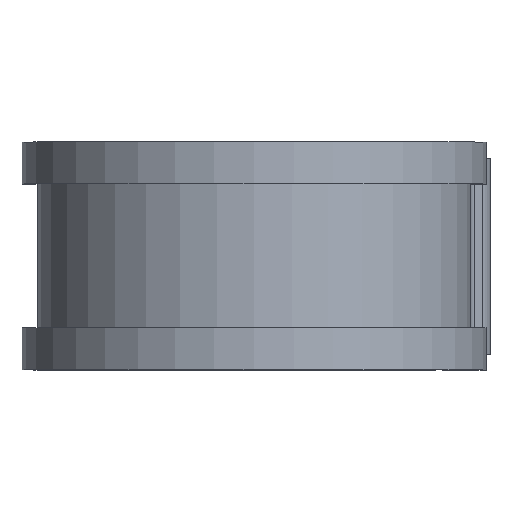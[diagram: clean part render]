
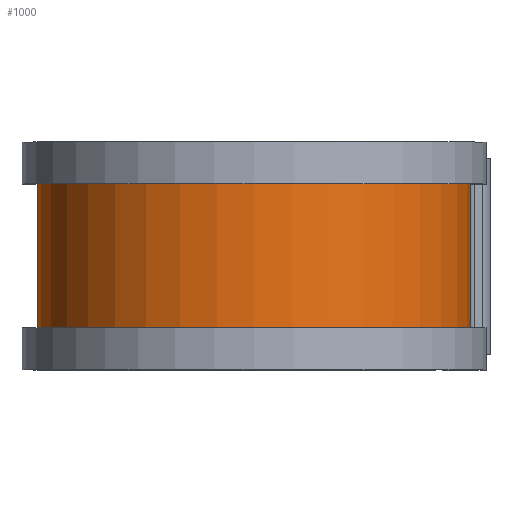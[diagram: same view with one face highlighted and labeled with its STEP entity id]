
A CAD part, top view. The second image highlights one B-rep face of the part: STEP entity #1000.
In plain terms, the highlighted cylindrical face has radius 20.993 mm (diameter 41.986 mm), a partial arc.
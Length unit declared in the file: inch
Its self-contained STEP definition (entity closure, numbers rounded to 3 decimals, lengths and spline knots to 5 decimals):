
#34 = ORIENTED_EDGE ( 'NONE', *, *, #175, .F. ) ;
#81 = EDGE_CURVE ( 'NONE', #551, #795, #442, .T. ) ;
#126 = CARTESIAN_POINT ( 'NONE',  ( 0., 0.375, -0.8265 ) ) ;
#175 = EDGE_CURVE ( 'NONE', #862, #551, #815, .T. ) ;
#198 = CARTESIAN_POINT ( 'NONE',  ( 0., 0.275, -0.8265 ) ) ;
#236 = DIRECTION ( 'NONE',  ( 0., -1., 0. ) ) ;
#275 = ORIENTED_EDGE ( 'NONE', *, *, #81, .F. ) ;
#341 = DIRECTION ( 'NONE',  ( 0., -1., 0. ) ) ;
#391 = CARTESIAN_POINT ( 'NONE',  ( 0.8265, 0.375, 0. ) ) ;
#413 = CARTESIAN_POINT ( 'NONE',  ( 0.8265, -0.275, 0. ) ) ;
#417 = CYLINDRICAL_SURFACE ( 'NONE', #1301, 0.8265 ) ;
#442 = CIRCLE ( 'NONE', #647, 0.8265 ) ;
#550 = EDGE_LOOP ( 'NONE', ( #34, #917, #669, #275 ) ) ;
#551 = VERTEX_POINT ( 'NONE', #413 ) ;
#580 = VERTEX_POINT ( 'NONE', #198 ) ;
#634 = DIRECTION ( 'NONE',  ( 0., -1., 0. ) ) ;
#647 = AXIS2_PLACEMENT_3D ( 'NONE', #809, #634, #732 ) ;
#669 = ORIENTED_EDGE ( 'NONE', *, *, #1056, .T. ) ;
#723 = CARTESIAN_POINT ( 'NONE',  ( 0., 0.275, 0. ) ) ;
#728 = CARTESIAN_POINT ( 'NONE',  ( 0.8265, 0.275, 0. ) ) ;
#732 = DIRECTION ( 'NONE',  ( 0., 0., -1. ) ) ;
#795 = VERTEX_POINT ( 'NONE', #871 ) ;
#809 = CARTESIAN_POINT ( 'NONE',  ( 0., -0.275, 0. ) ) ;
#815 = LINE ( 'NONE', #391, #1093 ) ;
#862 = VERTEX_POINT ( 'NONE', #728 ) ;
#871 = CARTESIAN_POINT ( 'NONE',  ( 0., -0.275, -0.8265 ) ) ;
#882 = LINE ( 'NONE', #126, #1399 ) ;
#917 = ORIENTED_EDGE ( 'NONE', *, *, #1169, .T. ) ;
#923 = FACE_OUTER_BOUND ( 'NONE', #550, .T. ) ;
#1000 = ADVANCED_FACE ( 'NONE', ( #923 ), #417, .T. ) ;
#1003 = CARTESIAN_POINT ( 'NONE',  ( 0., 0.375, 0. ) ) ;
#1046 = DIRECTION ( 'NONE',  ( 0., 0., -1. ) ) ;
#1055 = CIRCLE ( 'NONE', #1065, 0.8265 ) ;
#1056 = EDGE_CURVE ( 'NONE', #580, #795, #882, .T. ) ;
#1065 = AXIS2_PLACEMENT_3D ( 'NONE', #723, #1746, #1741 ) ;
#1093 = VECTOR ( 'NONE', #341, 39.37008 ) ;
#1169 = EDGE_CURVE ( 'NONE', #862, #580, #1055, .T. ) ;
#1238 = DIRECTION ( 'NONE',  ( 0., -1., 0. ) ) ;
#1301 = AXIS2_PLACEMENT_3D ( 'NONE', #1003, #1238, #1046 ) ;
#1399 = VECTOR ( 'NONE', #236, 39.37008 ) ;
#1741 = DIRECTION ( 'NONE',  ( 0., 0., -1. ) ) ;
#1746 = DIRECTION ( 'NONE',  ( 0., -1., 0. ) ) ;
